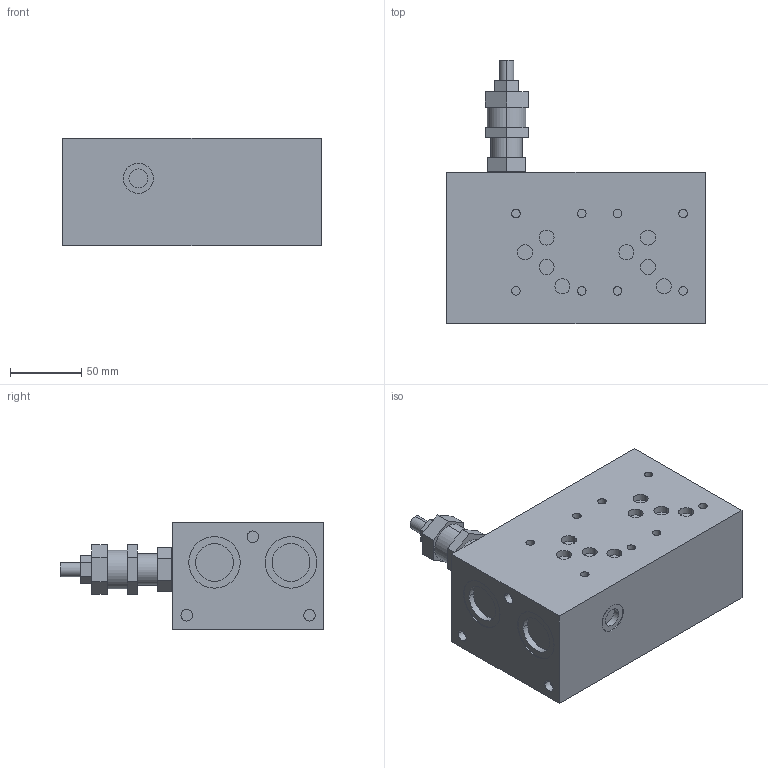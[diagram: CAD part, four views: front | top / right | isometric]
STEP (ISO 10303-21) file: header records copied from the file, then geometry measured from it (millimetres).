
FILE_DESCRIPTION( ( 'STEP AP214' ), '1' );
FILE_NAME( 'tmp0.step', '2011-07-27T15:30:20', ( ' ' ), ( ' ' ), 'XStep 1.0', ' ', ' ' );
FILE_SCHEMA( ( 'automotive_design' ) );
Length unit declared in the file: millimetre
Products named in the file (2): 1; 2
Bounding box: 181 x 184.5 x 75 mm (x, y, z)
Volume: 1447223.4 mm3; surface area: 96298.1 mm2
Topology: 2 solids, 2 shells, 170 faces, 354 edges, 236 vertices
Faces by surface type: cylinder 90, plane 80
Entity records: 8956 total; most frequent: DIRECTION 878, STYLED_ITEM 762, PRESENTATION_STYLE_ASSIGNMENT 762, CARTESIAN_POINT 762, COLOUR_RGB 762, ORIENTED_EDGE 708, EDGE_CURVE 354, CURVE_STYLE 354
